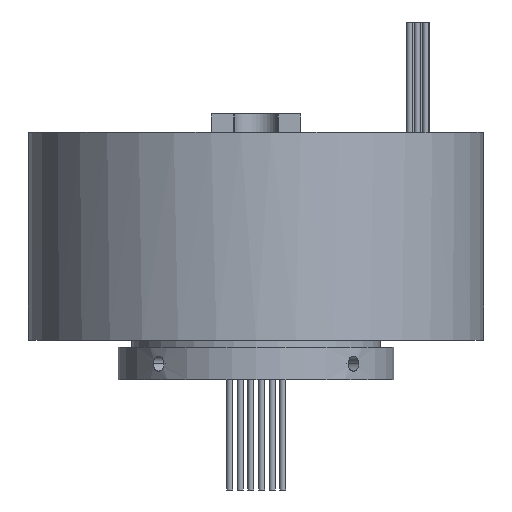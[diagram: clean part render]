
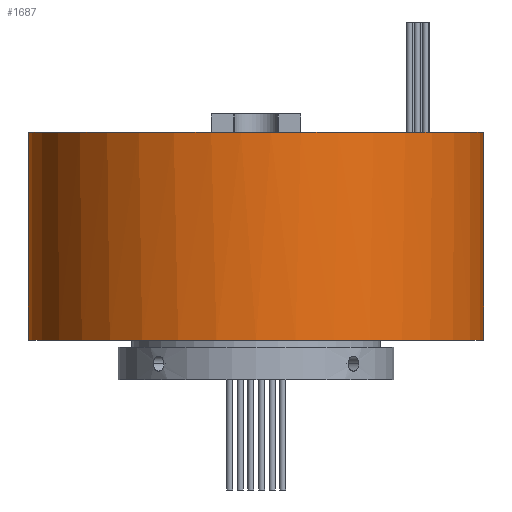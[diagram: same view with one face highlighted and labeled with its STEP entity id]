
A CAD part, front view. The second image highlights one B-rep face of the part: STEP entity #1687.
In plain terms, the highlighted cylindrical face has radius 49.5 mm (diameter 99 mm), a partial arc.
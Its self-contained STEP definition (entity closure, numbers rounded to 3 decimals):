
#6 = ORIENTED_EDGE ( 'NONE', *, *, #2574, .F. ) ;
#60 = ORIENTED_EDGE ( 'NONE', *, *, #4655, .F. ) ;
#350 = DIRECTION ( 'NONE',  ( 1., 0., 0. ) ) ;
#503 = CARTESIAN_POINT ( 'NONE',  ( 9.75, -48.53, 53.8 ) ) ;
#649 = VERTEX_POINT ( 'NONE', #1815 ) ;
#745 = DIRECTION ( 'NONE',  ( 0., 0., 1. ) ) ;
#792 = ORIENTED_EDGE ( 'NONE', *, *, #3406, .F. ) ;
#863 = LINE ( 'NONE', #4600, #1787 ) ;
#880 = DIRECTION ( 'NONE',  ( 0., 0., 1. ) ) ;
#950 = CIRCLE ( 'NONE', #4429, 49.5 ) ;
#1019 = AXIS2_PLACEMENT_3D ( 'NONE', #4797, #2618, #350 ) ;
#1141 = CARTESIAN_POINT ( 'NONE',  ( -49.5, 0., 8.6 ) ) ;
#1257 = CARTESIAN_POINT ( 'NONE',  ( 0., 0., 53.8 ) ) ;
#1435 = VERTEX_POINT ( 'NONE', #3847 ) ;
#1687 = ADVANCED_FACE ( 'NONE', ( #3208 ), #3088, .T. ) ;
#1727 = CARTESIAN_POINT ( 'NONE',  ( 49.5, 0., 8.6 ) ) ;
#1772 = EDGE_CURVE ( 'NONE', #649, #3168, #863, .T. ) ;
#1787 = VECTOR ( 'NONE', #2780, 1000. ) ;
#1815 = CARTESIAN_POINT ( 'NONE',  ( -49.5, 0., 53.8 ) ) ;
#1882 = DIRECTION ( 'NONE',  ( 0., 0., 1. ) ) ;
#2087 = CIRCLE ( 'NONE', #3449, 49.5 ) ;
#2127 = VECTOR ( 'NONE', #4567, 1000. ) ;
#2189 = CIRCLE ( 'NONE', #3768, 49.5 ) ;
#2574 = EDGE_CURVE ( 'NONE', #649, #4359, #2189, .T. ) ;
#2618 = DIRECTION ( 'NONE',  ( 0., 0., 1. ) ) ;
#2652 = ORIENTED_EDGE ( 'NONE', *, *, #1772, .T. ) ;
#2669 = EDGE_LOOP ( 'NONE', ( #792, #60, #3410, #6, #2652, #3874 ) ) ;
#2780 = DIRECTION ( 'NONE',  ( 0., 0., -1. ) ) ;
#2998 = CARTESIAN_POINT ( 'NONE',  ( 0., 0., 53.8 ) ) ;
#3088 = CYLINDRICAL_SURFACE ( 'NONE', #4473, 49.5 ) ;
#3122 = CARTESIAN_POINT ( 'NONE',  ( 0., 0., 53.8 ) ) ;
#3156 = EDGE_CURVE ( 'NONE', #4359, #4573, #4393, .T. ) ;
#3168 = VERTEX_POINT ( 'NONE', #1141 ) ;
#3208 = FACE_OUTER_BOUND ( 'NONE', #2669, .T. ) ;
#3360 = DIRECTION ( 'NONE',  ( 1., 0., 0. ) ) ;
#3406 = EDGE_CURVE ( 'NONE', #1435, #3859, #4061, .T. ) ;
#3410 = ORIENTED_EDGE ( 'NONE', *, *, #3156, .F. ) ;
#3449 = AXIS2_PLACEMENT_3D ( 'NONE', #4068, #1882, #4430 ) ;
#3456 = DIRECTION ( 'NONE',  ( -1., 0., 0. ) ) ;
#3483 = DIRECTION ( 'NONE',  ( 1., 0., 0. ) ) ;
#3485 = CARTESIAN_POINT ( 'NONE',  ( 49.5, 0., 53.8 ) ) ;
#3768 = AXIS2_PLACEMENT_3D ( 'NONE', #3122, #880, #3483 ) ;
#3776 = DIRECTION ( 'NONE',  ( 0., 0., -1. ) ) ;
#3847 = CARTESIAN_POINT ( 'NONE',  ( 49.5, 0., 53.8 ) ) ;
#3859 = VERTEX_POINT ( 'NONE', #1727 ) ;
#3874 = ORIENTED_EDGE ( 'NONE', *, *, #4610, .T. ) ;
#4061 = LINE ( 'NONE', #3485, #2127 ) ;
#4068 = CARTESIAN_POINT ( 'NONE',  ( 0., 0., 8.6 ) ) ;
#4359 = VERTEX_POINT ( 'NONE', #4438 ) ;
#4393 = CIRCLE ( 'NONE', #1019, 49.5 ) ;
#4429 = AXIS2_PLACEMENT_3D ( 'NONE', #2998, #745, #3360 ) ;
#4430 = DIRECTION ( 'NONE',  ( 1., 0., 0. ) ) ;
#4438 = CARTESIAN_POINT ( 'NONE',  ( -9.75, -48.53, 53.8 ) ) ;
#4473 = AXIS2_PLACEMENT_3D ( 'NONE', #1257, #3776, #3456 ) ;
#4567 = DIRECTION ( 'NONE',  ( 0., 0., -1. ) ) ;
#4573 = VERTEX_POINT ( 'NONE', #503 ) ;
#4600 = CARTESIAN_POINT ( 'NONE',  ( -49.5, 0., 53.8 ) ) ;
#4610 = EDGE_CURVE ( 'NONE', #3168, #3859, #2087, .T. ) ;
#4655 = EDGE_CURVE ( 'NONE', #4573, #1435, #950, .T. ) ;
#4797 = CARTESIAN_POINT ( 'NONE',  ( 0., 0., 53.8 ) ) ;
